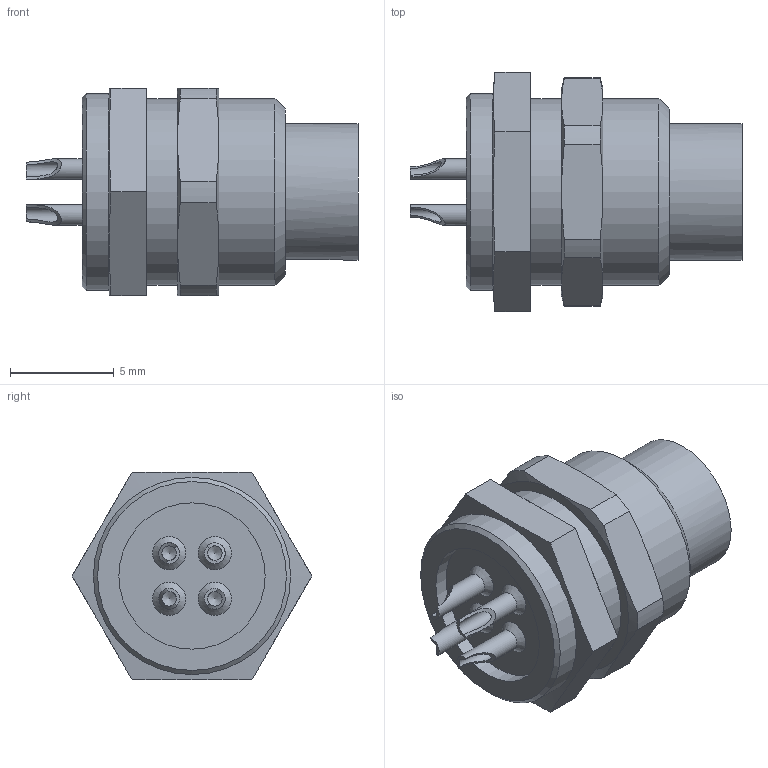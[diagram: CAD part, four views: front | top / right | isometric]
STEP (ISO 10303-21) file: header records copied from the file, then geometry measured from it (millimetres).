
FILE_DESCRIPTION(/* description */ (''),/* implementation_level */ '2;1');
FILE_NAME(/* name */ '09-0081-00-04_bg.stp',/* time_stamp */ '2010-12-07T17:15:31+01:00',/* author */ (''),/* organization */ (''),/* preprocessor_version */ 'ST-DEVELOPER v11',/* originating_system */ 'UGS - NX 5.0',/* authorisation */ '');
FILE_SCHEMA (('CONFIG_CONTROL_DESIGN'));
Length unit declared in the file: millimetre
Products named in the file (1): kbor08DD1u1h
Bounding box: 16 x 11.55 x 10 mm (x, y, z)
Volume: 630.8 mm3; surface area: 835.1 mm2
Topology: 1 solids, 1 shells, 123 faces, 321 edges, 201 vertices
Faces by surface type: plane 45, cylinder 34, cone 30, bspline 8, sphere 4, torus 2
Full cylindrical faces by diameter (mm): 0.7 x4, 1 x8, 6 x1, 6.6 x1, 7.05 x1, 9 x2, 9.5 x1
Entity records: 3829 total; most frequent: CARTESIAN_POINT 1239, DIRECTION 504, ORIENTED_EDGE 476, EDGE_CURVE 238, AXIS2_PLACEMENT_3D 208, EDGE_LOOP 168, VERTEX_POINT 166, ADVANCED_FACE 123
